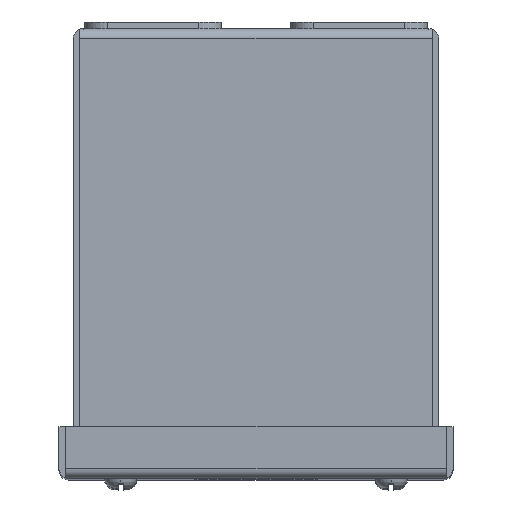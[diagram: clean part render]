
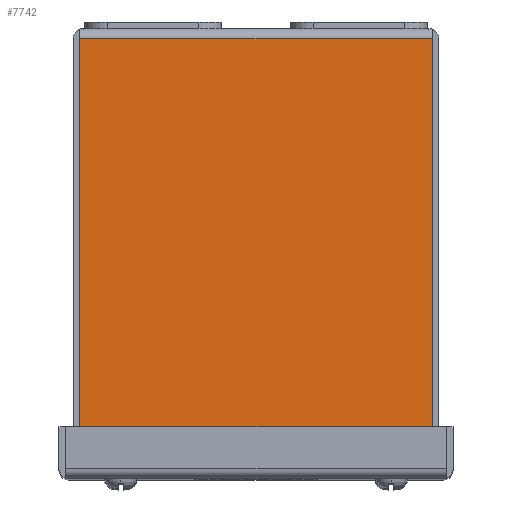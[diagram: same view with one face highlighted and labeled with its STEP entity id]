
A CAD part, top view. The second image highlights one B-rep face of the part: STEP entity #7742.
In plain terms, the highlighted planar face has unit normal (0, 0, 1).
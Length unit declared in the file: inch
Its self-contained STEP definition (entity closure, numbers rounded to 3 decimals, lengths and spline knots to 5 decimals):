
#1712 = LINE ( 'NONE', #7893, #14201 ) ;
#1751 = CARTESIAN_POINT ( 'NONE',  ( -1.92789, -4.642, 5. ) ) ;
#1967 = EDGE_CURVE ( 'NONE', #13031, #12133, #1712, .T. ) ;
#2079 = EDGE_CURVE ( 'NONE', #13031, #6869, #2233, .T. ) ;
#2086 = DIRECTION ( 'NONE',  ( 0., -1., 0. ) ) ;
#2192 = DIRECTION ( 'NONE',  ( 0., 0., -1. ) ) ;
#2233 = LINE ( 'NONE', #3489, #7881 ) ;
#3489 = CARTESIAN_POINT ( 'NONE',  ( -1.92789, 39.37008, 5. ) ) ;
#3711 = ORIENTED_EDGE ( 'NONE', *, *, #15843, .F. ) ;
#3920 = CARTESIAN_POINT ( 'NONE',  ( 1.92789, -4.642, 5. ) ) ;
#4038 = VECTOR ( 'NONE', #13637, 39.37008 ) ;
#4072 = CARTESIAN_POINT ( 'NONE',  ( 13.406, 0., 5. ) ) ;
#5154 = EDGE_CURVE ( 'NONE', #18468, #6869, #7288, .T. ) ;
#5332 = FACE_OUTER_BOUND ( 'NONE', #18261, .T. ) ;
#6869 = VERTEX_POINT ( 'NONE', #1751 ) ;
#6942 = ORIENTED_EDGE ( 'NONE', *, *, #1967, .F. ) ;
#7288 = LINE ( 'NONE', #8852, #4038 ) ;
#7604 = AXIS2_PLACEMENT_3D ( 'NONE', #4072, #2192, #8989 ) ;
#7742 = ADVANCED_FACE ( 'NONE', ( #5332 ), #18469, .F. ) ;
#7881 = VECTOR ( 'NONE', #9869, 39.37008 ) ;
#7893 = CARTESIAN_POINT ( 'NONE',  ( -1.892, -0.108, 5. ) ) ;
#8021 = CARTESIAN_POINT ( 'NONE',  ( 1.92789, -0.108, 5. ) ) ;
#8265 = LINE ( 'NONE', #13148, #14497 ) ;
#8852 = CARTESIAN_POINT ( 'NONE',  ( 13.406, -4.642, 5. ) ) ;
#8989 = DIRECTION ( 'NONE',  ( -1., 0., 0. ) ) ;
#9762 = DIRECTION ( 'NONE',  ( 1., 0., 0. ) ) ;
#9869 = DIRECTION ( 'NONE',  ( 0., -1., 0. ) ) ;
#12131 = ORIENTED_EDGE ( 'NONE', *, *, #2079, .T. ) ;
#12133 = VERTEX_POINT ( 'NONE', #8021 ) ;
#13031 = VERTEX_POINT ( 'NONE', #13068 ) ;
#13068 = CARTESIAN_POINT ( 'NONE',  ( -1.92789, -0.108, 5. ) ) ;
#13148 = CARTESIAN_POINT ( 'NONE',  ( 1.92789, 39.37008, 5. ) ) ;
#13637 = DIRECTION ( 'NONE',  ( -1., 0., 0. ) ) ;
#14201 = VECTOR ( 'NONE', #9762, 39.37008 ) ;
#14497 = VECTOR ( 'NONE', #2086, 39.37008 ) ;
#15169 = ORIENTED_EDGE ( 'NONE', *, *, #5154, .F. ) ;
#15843 = EDGE_CURVE ( 'NONE', #12133, #18468, #8265, .T. ) ;
#18261 = EDGE_LOOP ( 'NONE', ( #15169, #3711, #6942, #12131 ) ) ;
#18468 = VERTEX_POINT ( 'NONE', #3920 ) ;
#18469 = PLANE ( 'NONE',  #7604 ) ;
